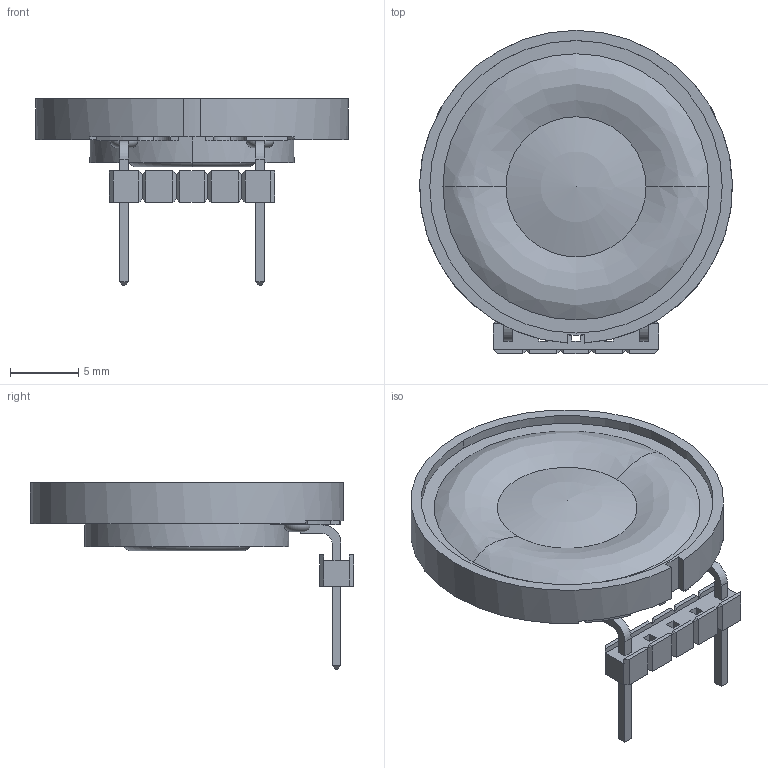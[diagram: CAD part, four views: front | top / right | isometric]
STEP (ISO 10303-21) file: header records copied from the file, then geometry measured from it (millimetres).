
FILE_DESCRIPTION(('FreeCAD Model'),'2;1');
FILE_NAME('CUI_DEVICES_CLS0231MP_008_cp.step','2020-03-25T22:13:30',('kicad StepUp'),('ksu MCAD'), 'Open CASCADE STEP processor 7.3','FreeCAD','Unknown');
FILE_SCHEMA(('AUTOMOTIVE_DESIGN { 1 0 10303 214 1 1 1 1 }'));
Length unit declared in the file: millimetre
Products named in the file (1): CUI_DEVICES_CLS0231MP_008_cp
Bounding box: 23 x 23.75 x 13.7 mm (x, y, z)
Volume: 1291.8 mm3; surface area: 2310.8 mm2
Topology: 7 solids, 7 shells, 189 faces, 446 edges, 276 vertices
Faces by surface type: plane 148, cylinder 29, torus 6, bspline 4, sphere 2
Entity records: 6744 total; most frequent: CARTESIAN_POINT 1030, DIRECTION 898, ORIENTED_EDGE 888, EDGE_CURVE 444, LINE 350, VECTOR 350, VERTEX_POINT 276, AXIS2_PLACEMENT_3D 274
